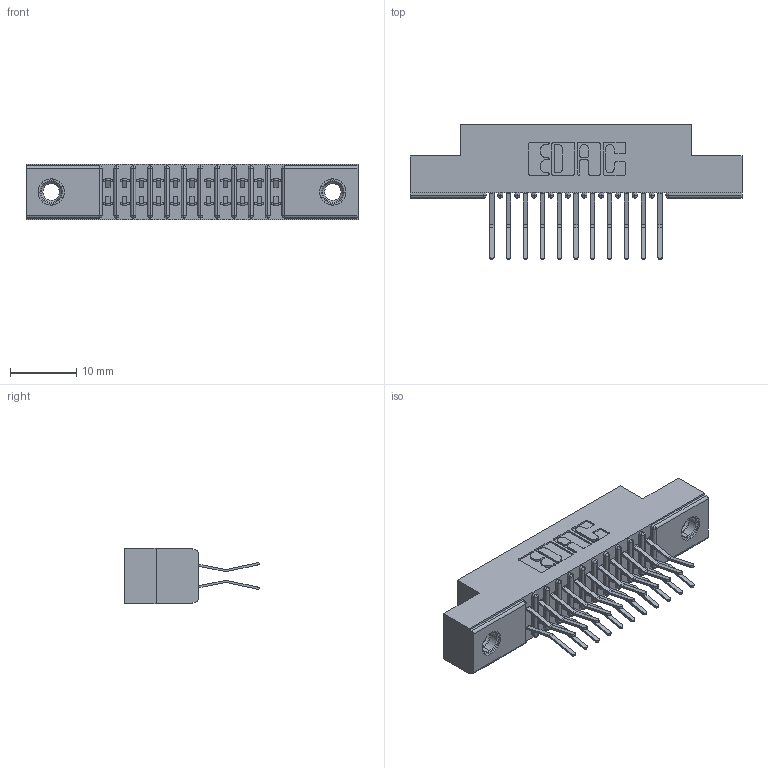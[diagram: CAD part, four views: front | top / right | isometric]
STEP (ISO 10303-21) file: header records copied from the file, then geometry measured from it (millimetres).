
FILE_DESCRIPTION (( 'STEP AP203' ), '1' );
FILE_NAME ('391-022-560-207.STEP', '2018-08-08T19:31:24', ( '' ), ( '' ), 'SwSTEP 2.0', 'SolidWorks 2016', '' );
FILE_SCHEMA (( 'CONFIG_CONTROL_DESIGN' ));
Length unit declared in the file: inch
Products named in the file (4): 341 Part_.156 (3.96) Dia Mounting Holes; 341-292-001_341-292-160; 345-250-001_345-250-005-103; 391-022-560-207
Assembly tree (25 placements, depth 2):
  391-022-560-207
    341 Part_.156 (3.96) Dia Mounting Holes
    341-292-001_341-292-160  x22
    345-250-001_345-250-005-103  x2
Bounding box: 50.16 x 20.37 x 8.38 mm (x, y, z)
Volume: 2894.3 mm3; surface area: 5546.4 mm2
Topology: 25 solids, 25 shells, 1716 faces, 4929 edges, 3194 vertices
Faces by surface type: plane 980, cylinder 676, sphere 24, torus 24, cone 12
Entity records: 18767 total; most frequent: CARTESIAN_POINT 3104, ORIENTED_EDGE 3074, DIRECTION 3049, EDGE_CURVE 1537, VECTOR 1199, LINE 1199, VERTEX_POINT 980, AXIS2_PLACEMENT_3D 925
